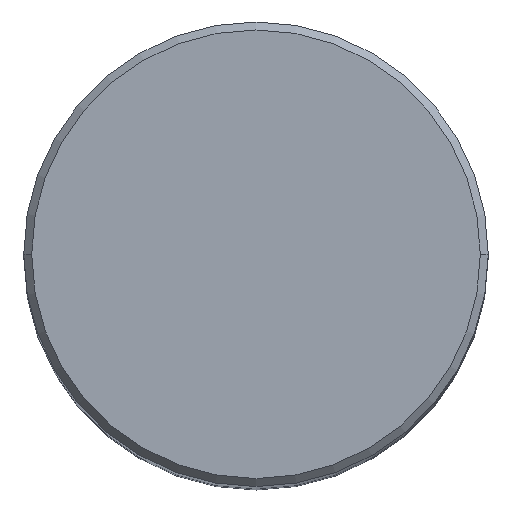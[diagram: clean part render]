
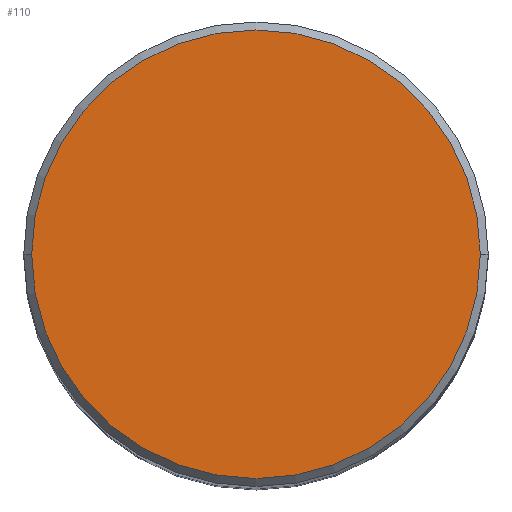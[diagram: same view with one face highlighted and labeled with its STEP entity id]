
A CAD part, top view. The second image highlights one B-rep face of the part: STEP entity #110.
In plain terms, the highlighted planar face has unit normal (0, 0, 1).
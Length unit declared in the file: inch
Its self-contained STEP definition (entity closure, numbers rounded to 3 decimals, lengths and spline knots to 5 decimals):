
#17 = CARTESIAN_POINT ( 'NONE',  ( 0., 0., 4. ) ) ;
#35 = DIRECTION ( 'NONE',  ( 1., 0., 0. ) ) ;
#40 = DIRECTION ( 'NONE',  ( 1., 0., 0. ) ) ;
#48 = EDGE_CURVE ( 'NONE', #198, #287, #145, .T. ) ;
#60 = CARTESIAN_POINT ( 'NONE',  ( 0., 0., 4. ) ) ;
#74 = ORIENTED_EDGE ( 'NONE', *, *, #115, .T. ) ;
#79 = AXIS2_PLACEMENT_3D ( 'NONE', #17, #271, #40 ) ;
#89 = DIRECTION ( 'NONE',  ( 0., 0., 1. ) ) ;
#91 = DIRECTION ( 'NONE',  ( 1., 0., 0. ) ) ;
#110 = ADVANCED_FACE ( 'NONE', ( #114 ), #207, .T. ) ;
#114 = FACE_OUTER_BOUND ( 'NONE', #281, .T. ) ;
#115 = EDGE_CURVE ( 'NONE', #287, #198, #273, .T. ) ;
#127 = ORIENTED_EDGE ( 'NONE', *, *, #48, .T. ) ;
#145 = CIRCLE ( 'NONE', #79, 0.4225 ) ;
#184 = CARTESIAN_POINT ( 'NONE',  ( 0.4225, 0., 4. ) ) ;
#192 = AXIS2_PLACEMENT_3D ( 'NONE', #269, #296, #91 ) ;
#193 = AXIS2_PLACEMENT_3D ( 'NONE', #60, #89, #35 ) ;
#198 = VERTEX_POINT ( 'NONE', #228 ) ;
#207 = PLANE ( 'NONE',  #193 ) ;
#228 = CARTESIAN_POINT ( 'NONE',  ( -0.4225, 0., 4. ) ) ;
#269 = CARTESIAN_POINT ( 'NONE',  ( 0., 0., 4. ) ) ;
#271 = DIRECTION ( 'NONE',  ( 0., 0., 1. ) ) ;
#273 = CIRCLE ( 'NONE', #192, 0.4225 ) ;
#281 = EDGE_LOOP ( 'NONE', ( #127, #74 ) ) ;
#287 = VERTEX_POINT ( 'NONE', #184 ) ;
#296 = DIRECTION ( 'NONE',  ( 0., 0., 1. ) ) ;
